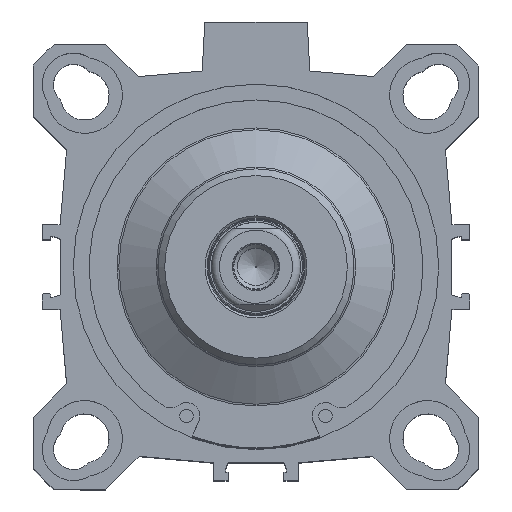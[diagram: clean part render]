
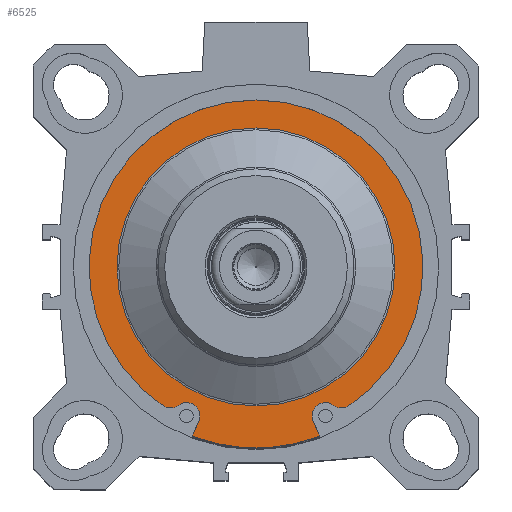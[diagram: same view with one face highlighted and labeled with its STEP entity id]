
A CAD part, top view. The second image highlights one B-rep face of the part: STEP entity #6525.
In plain terms, the highlighted planar face has unit normal (0, 0, 1).
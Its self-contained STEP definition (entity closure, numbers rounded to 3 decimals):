
#5738=CARTESIAN_POINT('',(-20.88,-31.149,89.65));
#5739=VERTEX_POINT('',#5738);
#5746=CARTESIAN_POINT('',(20.88,-31.149,89.65));
#5747=VERTEX_POINT('',#5746);
#5748=CARTESIAN_POINT('',(0.,0.,89.65));
#5749=DIRECTION('',(0.0,0.0,1.0));
#5750=DIRECTION('',(-0.557,0.831,0.0));
#5751=AXIS2_PLACEMENT_3D('',#5748,#5749,#5750);
#5752=CIRCLE('',#5751,37.5);
#5753=EDGE_CURVE('',#5747,#5739,#5752,.T.);
#5778=CARTESIAN_POINT('',(-17.404,-31.053,89.65));
#5779=VERTEX_POINT('',#5778);
#5786=CARTESIAN_POINT('',(-19.21,-28.657,89.65));
#5787=DIRECTION('',(0.0,0.0,1.0));
#5788=DIRECTION('',(0.557,0.831,0.0));
#5789=AXIS2_PLACEMENT_3D('',#5786,#5787,#5788);
#5790=CIRCLE('',#5789,3.0);
#5791=EDGE_CURVE('',#5739,#5779,#5790,.T.);
#5811=CARTESIAN_POINT('',(-12.856,-34.664,89.65));
#5812=VERTEX_POINT('',#5811);
#5819=CARTESIAN_POINT('',(-15.599,-33.449,89.65));
#5820=DIRECTION('',(0.0,0.0,-1.0));
#5821=DIRECTION('',(0.914,-0.405,0.0));
#5822=AXIS2_PLACEMENT_3D('',#5819,#5820,#5821);
#5823=CIRCLE('',#5822,3.0);
#5824=EDGE_CURVE('',#5779,#5812,#5823,.T.);
#5851=CARTESIAN_POINT('',(-14.349,-38.033,89.65));
#5852=VERTEX_POINT('',#5851);
#5859=CARTESIAN_POINT('',(-12.856,-34.664,89.65));
#5860=DIRECTION('',(-0.405,-0.914,0.0));
#5861=VECTOR('',#5860,3.685);
#5862=LINE('',#5859,#5861);
#5863=EDGE_CURVE('',#5812,#5852,#5862,.T.);
#5915=CARTESIAN_POINT('',(12.856,-34.664,89.65));
#5916=VERTEX_POINT('',#5915);
#5923=CARTESIAN_POINT('',(14.349,-38.033,89.65));
#5924=VERTEX_POINT('',#5923);
#5925=CARTESIAN_POINT('',(14.349,-38.033,89.65));
#5926=DIRECTION('',(-0.405,0.914,0.0));
#5927=VECTOR('',#5926,3.685);
#5928=LINE('',#5925,#5927);
#5929=EDGE_CURVE('',#5924,#5916,#5928,.T.);
#5955=CARTESIAN_POINT('',(17.404,-31.053,89.65));
#5956=VERTEX_POINT('',#5955);
#5963=CARTESIAN_POINT('',(15.599,-33.449,89.65));
#5964=DIRECTION('',(0.0,0.0,-1.0));
#5965=DIRECTION('',(0.602,0.799,0.0));
#5966=AXIS2_PLACEMENT_3D('',#5963,#5964,#5965);
#5967=CIRCLE('',#5966,3.0);
#5968=EDGE_CURVE('',#5916,#5956,#5967,.T.);
#5987=CARTESIAN_POINT('',(19.21,-28.657,89.65));
#5988=DIRECTION('',(0.0,0.0,1.0));
#5989=DIRECTION('',(0.602,0.799,0.0));
#5990=AXIS2_PLACEMENT_3D('',#5987,#5988,#5989);
#5991=CIRCLE('',#5990,3.0);
#5992=EDGE_CURVE('',#5956,#5747,#5991,.T.);
#6469=CARTESIAN_POINT('',(0.,0.,89.65));
#6470=DIRECTION('',(0.0,0.0,-1.0));
#6471=DIRECTION('',(-1.0,0.0,0.0));
#6472=AXIS2_PLACEMENT_3D('',#6469,#6470,#6471);
#6473=CIRCLE('',#6472,40.65);
#6474=EDGE_CURVE('',#5924,#5852,#6473,.T.);
#6499=CARTESIAN_POINT('',(36.032,0.,89.65));
#6500=DIRECTION('',(0.0,0.0,1.0));
#6501=DIRECTION('',(1.0,0.0,0.0));
#6502=AXIS2_PLACEMENT_3D('',#6499,#6500,#6501);
#6503=PLANE('',#6502);
#6504=ORIENTED_EDGE('',*,*,#5863,.T.);
#6505=ORIENTED_EDGE('',*,*,#6474,.F.);
#6506=ORIENTED_EDGE('',*,*,#5929,.T.);
#6507=ORIENTED_EDGE('',*,*,#5968,.T.);
#6508=ORIENTED_EDGE('',*,*,#5992,.T.);
#6509=ORIENTED_EDGE('',*,*,#5753,.T.);
#6510=ORIENTED_EDGE('',*,*,#5791,.T.);
#6511=ORIENTED_EDGE('',*,*,#5824,.T.);
#6512=EDGE_LOOP('',(#6504,#6505,#6506,#6507,#6508,#6509,#6510,#6511));
#6513=FACE_OUTER_BOUND('',#6512,.T.);
#6514=CARTESIAN_POINT('',(31.214,0.,89.65));
#6515=VERTEX_POINT('',#6514);
#6516=CARTESIAN_POINT('',(0.,0.,89.65));
#6517=DIRECTION('',(0.0,0.0,1.0));
#6518=DIRECTION('',(1.0,0.0,0.0));
#6519=AXIS2_PLACEMENT_3D('',#6516,#6517,#6518);
#6520=CIRCLE('',#6519,31.214);
#6521=EDGE_CURVE('',#6515,#6515,#6520,.T.);
#6522=ORIENTED_EDGE('',*,*,#6521,.F.);
#6523=EDGE_LOOP('',(#6522));
#6524=FACE_BOUND('',#6523,.T.);
#6525=ADVANCED_FACE('',(#6513,#6524),#6503,.T.);
